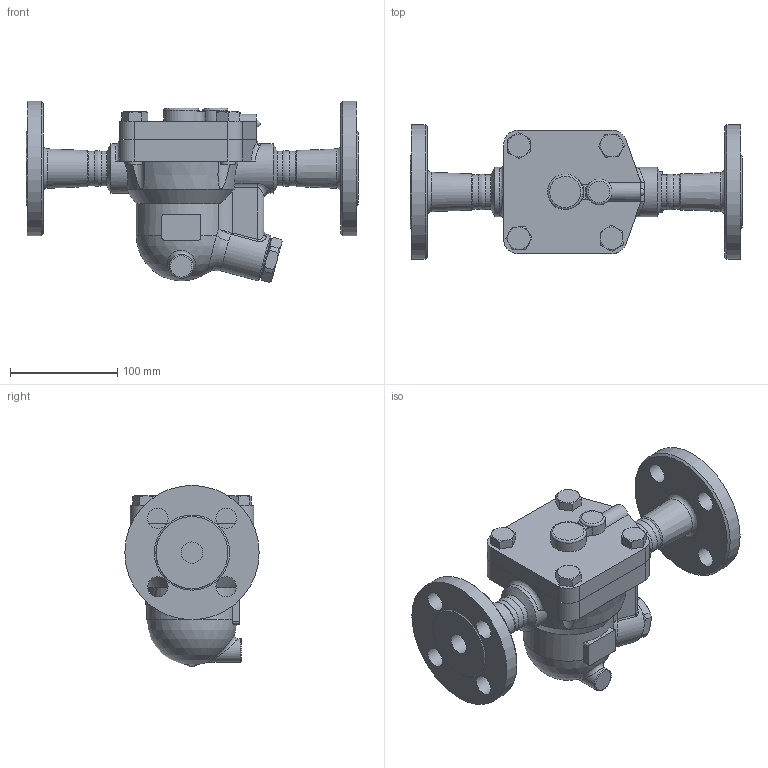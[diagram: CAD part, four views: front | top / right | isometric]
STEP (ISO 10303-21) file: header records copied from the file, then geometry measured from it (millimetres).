
FILE_DESCRIPTION((''),'2;1');
FILE_NAME('j5rlx-025-jis20-00.stp','2010-11-17T10:28:46',('nakaot'),(''),'Autodesk Inventor 2008','Autodesk Inventor 2008','');
FILE_SCHEMA(('AUTOMOTIVE_DESIGN { 1 0 10303 214 1 1 1 1 }'));
Length unit declared in the file: millimetre
Products named in the file (1): j5rlx-025-jis20-00
Bounding box: 309 x 125 x 168.58 mm (x, y, z)
Volume: 1841284.6 mm3; surface area: 184752.1 mm2
Topology: 1 solids, 1 shells, 280 faces, 697 edges, 439 vertices
Faces by surface type: plane 103, cylinder 63, bspline 58, cone 50, torus 4, sphere 2
Full cylindrical faces by diameter (mm): 14 x8, 19 x4, 20 x1, 22 x1, 27 x1, 32 x3, 44 x1, 46 x2, 80 x1, 125 x1
Entity records: 16676 total; most frequent: CARTESIAN_POINT 10740, ORIENTED_EDGE 1236, DIRECTION 1137, EDGE_CURVE 618, AXIS2_PLACEMENT_3D 474, VERTEX_POINT 417, EDGE_LOOP 381, FACE_OUTER_BOUND 280
